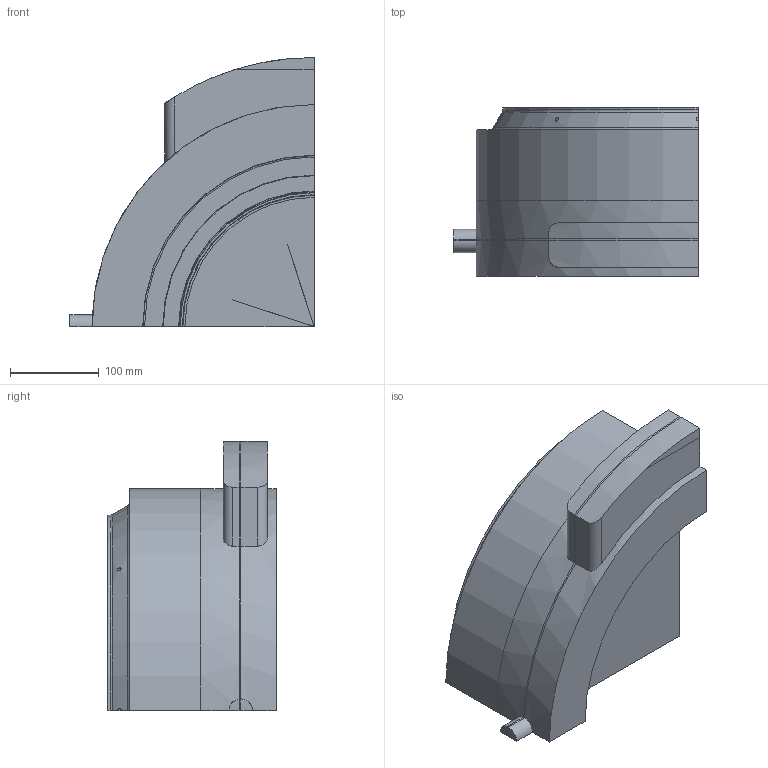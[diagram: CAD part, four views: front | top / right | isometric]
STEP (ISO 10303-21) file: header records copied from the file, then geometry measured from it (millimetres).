
FILE_DESCRIPTION(/* description */ ('STEP AP203'),/* implementation_level */ '2;1');
FILE_NAME(/* name */ 'GeomSTEP',/* time_stamp */ '2023-10-31T14:42:33+03:00',/* author */ (' '),/* organization */ (' '),/* preprocessor_version */ 'ST-DEVELOPER v19.3',/* originating_system */ ' ',/* authorisation */ ' ');
FILE_SCHEMA (('CONFIG_CONTROL_DESIGN'));
Length unit declared in the file: millimetre
Products named in the file (2): id2; id5
Bounding box: 275 x 190 x 303 mm (x, y, z)
Volume: 8324072.4 mm3; surface area: 344926.2 mm2
Topology: 2 solids, 2 shells, 68 faces, 186 edges, 122 vertices
Faces by surface type: plane 28, cylinder 27, torus 8, cone 5
Entity records: 2327 total; most frequent: CARTESIAN_POINT 528, DIRECTION 380, ORIENTED_EDGE 370, EDGE_CURVE 185, AXIS2_PLACEMENT_3D 140, VERTEX_POINT 122, LINE 100, VECTOR 100
